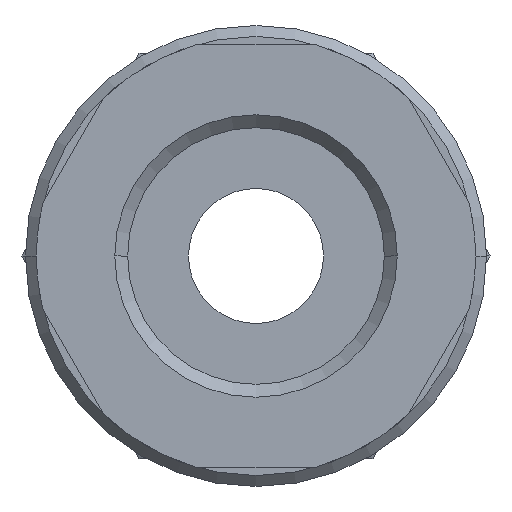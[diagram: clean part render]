
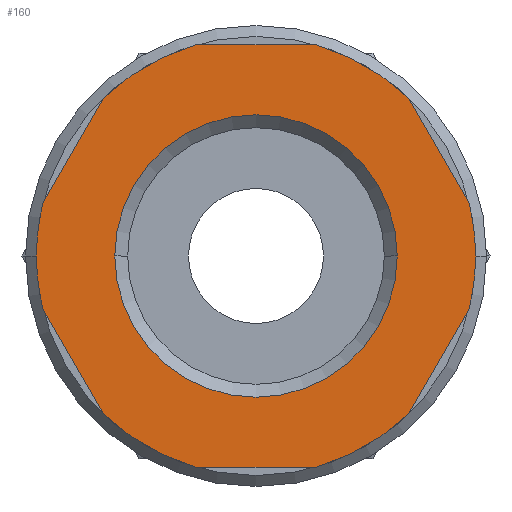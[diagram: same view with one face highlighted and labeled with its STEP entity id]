
A CAD part, front view. The second image highlights one B-rep face of the part: STEP entity #160.
In plain terms, the highlighted planar face has unit normal (0, -1, 0).
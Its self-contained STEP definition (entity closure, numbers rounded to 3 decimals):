
#160=ADVANCED_FACE('',(#405,#406),#407,.T.);
#405=FACE_BOUND('',#744,.T.);
#406=FACE_OUTER_BOUND('',#745,.T.);
#407=PLANE('',#746);
#744=EDGE_LOOP('',(#1168,#1169));
#745=EDGE_LOOP('',(#1170,#1171,#1172,#1173,#1174,#1175,#1176,#1177,#1178,#1179,#1180,#1181,#1182,#1183));
#746=AXIS2_PLACEMENT_3D('',#1184,#1185,#1186);
#1168=ORIENTED_EDGE('',*,*,#1999,.T.);
#1169=ORIENTED_EDGE('',*,*,#2000,.T.);
#1170=ORIENTED_EDGE('',*,*,#2001,.F.);
#1171=ORIENTED_EDGE('',*,*,#2002,.F.);
#1172=ORIENTED_EDGE('',*,*,#2003,.F.);
#1173=ORIENTED_EDGE('',*,*,#2004,.F.);
#1174=ORIENTED_EDGE('',*,*,#2005,.F.);
#1175=ORIENTED_EDGE('',*,*,#1922,.F.);
#1176=ORIENTED_EDGE('',*,*,#2006,.F.);
#1177=ORIENTED_EDGE('',*,*,#2007,.F.);
#1178=ORIENTED_EDGE('',*,*,#1962,.F.);
#1179=ORIENTED_EDGE('',*,*,#2008,.F.);
#1180=ORIENTED_EDGE('',*,*,#2009,.F.);
#1181=ORIENTED_EDGE('',*,*,#2010,.F.);
#1182=ORIENTED_EDGE('',*,*,#2011,.F.);
#1183=ORIENTED_EDGE('',*,*,#2012,.F.);
#1184=CARTESIAN_POINT('',(6.5,0.0,0.0));
#1185=DIRECTION('',(-0.0,-1.0,-0.0));
#1186=DIRECTION('',(-1.0,0.0,0.0));
#1922=EDGE_CURVE('',#2263,#2266,#2267,.T.);
#1962=EDGE_CURVE('',#2334,#2330,#2336,.T.);
#1999=EDGE_CURVE('',#2401,#2402,#2403,.T.);
#2000=EDGE_CURVE('',#2402,#2401,#2404,.T.);
#2001=EDGE_CURVE('',#2405,#2406,#2407,.T.);
#2002=EDGE_CURVE('',#2408,#2405,#2409,.T.);
#2003=EDGE_CURVE('',#2410,#2408,#2411,.T.);
#2004=EDGE_CURVE('',#2412,#2410,#2413,.T.);
#2005=EDGE_CURVE('',#2266,#2412,#2414,.T.);
#2006=EDGE_CURVE('',#2415,#2263,#2416,.T.);
#2007=EDGE_CURVE('',#2330,#2415,#2417,.T.);
#2008=EDGE_CURVE('',#2418,#2334,#2419,.T.);
#2009=EDGE_CURVE('',#2420,#2418,#2421,.T.);
#2010=EDGE_CURVE('',#2422,#2420,#2423,.T.);
#2011=EDGE_CURVE('',#2424,#2422,#2425,.T.);
#2012=EDGE_CURVE('',#2406,#2424,#2426,.T.);
#2263=VERTEX_POINT('',#2737);
#2266=VERTEX_POINT('',#2741);
#2267=CIRCLE('',#2742,13.0);
#2330=VERTEX_POINT('',#2958);
#2334=VERTEX_POINT('',#2963);
#2336=CIRCLE('',#2966,13.0);
#2401=VERTEX_POINT('',#3045);
#2402=VERTEX_POINT('',#3046);
#2403=CIRCLE('',#3047,8.36);
#2404=CIRCLE('',#3048,8.36);
#2405=VERTEX_POINT('',#3049);
#2406=VERTEX_POINT('',#3050);
#2407=LINE('',#3051,#3052);
#2408=VERTEX_POINT('',#3053);
#2409=CIRCLE('',#3054,13.0);
#2410=VERTEX_POINT('',#3055);
#2411=LINE('',#3056,#3057);
#2412=VERTEX_POINT('',#3058);
#2413=CIRCLE('',#3059,13.0);
#2414=LINE('',#3060,#3061);
#2415=VERTEX_POINT('',#3062);
#2416=CIRCLE('',#3063,13.0);
#2417=LINE('',#3064,#3065);
#2418=VERTEX_POINT('',#3066);
#2419=LINE('',#3067,#3068);
#2420=VERTEX_POINT('',#3069);
#2421=CIRCLE('',#3070,13.0);
#2422=VERTEX_POINT('',#3071);
#2423=LINE('',#3072,#3073);
#2424=VERTEX_POINT('',#3074);
#2425=CIRCLE('',#3075,13.0);
#2426=CIRCLE('',#3076,13.0);
#2737=CARTESIAN_POINT('',(13.0,0.0,0.));
#2741=CARTESIAN_POINT('',(12.611,0.0,-3.158));
#2742=AXIS2_PLACEMENT_3D('',#3557,#3558,#3559);
#2958=CARTESIAN_POINT('',(9.04,0.0,9.342));
#2963=CARTESIAN_POINT('',(3.571,0.0,12.5));
#2966=AXIS2_PLACEMENT_3D('',#3593,#3594,#3595);
#3045=CARTESIAN_POINT('',(-8.36,0.0,0.));
#3046=CARTESIAN_POINT('',(8.36,0.0,0.));
#3047=AXIS2_PLACEMENT_3D('',#3658,#3659,#3660);
#3048=AXIS2_PLACEMENT_3D('',#3661,#3662,#3663);
#3049=CARTESIAN_POINT('',(-9.04,0.0,-9.342));
#3050=CARTESIAN_POINT('',(-12.611,0.0,-3.158));
#3051=CARTESIAN_POINT('',(-10.013,0.0,-7.657));
#3052=VECTOR('',#3664,1.0);
#3053=CARTESIAN_POINT('',(-3.571,0.0,-12.5));
#3054=AXIS2_PLACEMENT_3D('',#3665,#3666,#3667);
#3055=CARTESIAN_POINT('',(3.571,0.0,-12.5));
#3056=CARTESIAN_POINT('',(3.25,0.0,-12.5));
#3057=VECTOR('',#3668,1.0);
#3058=CARTESIAN_POINT('',(9.04,0.0,-9.342));
#3059=AXIS2_PLACEMENT_3D('',#3669,#3670,#3671);
#3060=CARTESIAN_POINT('',(11.638,0.0,-4.843));
#3061=VECTOR('',#3672,1.0);
#3062=CARTESIAN_POINT('',(12.611,0.0,3.158));
#3063=AXIS2_PLACEMENT_3D('',#3673,#3674,#3675);
#3064=CARTESIAN_POINT('',(11.638,0.0,4.843));
#3065=VECTOR('',#3676,1.0);
#3066=CARTESIAN_POINT('',(-3.571,0.0,12.5));
#3067=CARTESIAN_POINT('',(3.25,0.0,12.5));
#3068=VECTOR('',#3677,1.0);
#3069=CARTESIAN_POINT('',(-9.04,0.0,9.342));
#3070=AXIS2_PLACEMENT_3D('',#3678,#3679,#3680);
#3071=CARTESIAN_POINT('',(-12.611,0.0,3.158));
#3072=CARTESIAN_POINT('',(-10.013,0.0,7.657));
#3073=VECTOR('',#3681,1.0);
#3074=CARTESIAN_POINT('',(-13.0,0.0,0.));
#3075=AXIS2_PLACEMENT_3D('',#3682,#3683,#3684);
#3076=AXIS2_PLACEMENT_3D('',#3685,#3686,#3687);
#3557=CARTESIAN_POINT('',(0.0,0.0,0.0));
#3558=DIRECTION('',(-0.0,1.0,0.0));
#3559=DIRECTION('',(1.0,0.0,0.0));
#3593=CARTESIAN_POINT('',(0.0,0.0,0.0));
#3594=DIRECTION('',(-0.0,1.0,0.0));
#3595=DIRECTION('',(1.0,0.0,0.0));
#3658=CARTESIAN_POINT('',(0.0,0.0,0.0));
#3659=DIRECTION('',(-0.0,1.0,0.0));
#3660=DIRECTION('',(1.0,0.0,0.0));
#3661=CARTESIAN_POINT('',(0.0,0.0,0.0));
#3662=DIRECTION('',(-0.0,1.0,0.0));
#3663=DIRECTION('',(1.0,0.0,0.0));
#3664=DIRECTION('',(-0.5,0.0,0.866));
#3665=CARTESIAN_POINT('',(0.0,0.0,0.0));
#3666=DIRECTION('',(-0.0,1.0,0.0));
#3667=DIRECTION('',(1.0,0.0,0.0));
#3668=DIRECTION('',(-1.0,0.0,0.0));
#3669=CARTESIAN_POINT('',(0.0,0.0,0.0));
#3670=DIRECTION('',(-0.0,1.0,0.0));
#3671=DIRECTION('',(1.0,0.0,0.0));
#3672=DIRECTION('',(-0.5,0.0,-0.866));
#3673=CARTESIAN_POINT('',(0.0,0.0,0.0));
#3674=DIRECTION('',(-0.0,1.0,0.0));
#3675=DIRECTION('',(1.0,0.0,0.0));
#3676=DIRECTION('',(0.5,0.0,-0.866));
#3677=DIRECTION('',(1.0,-0.0,0.));
#3678=CARTESIAN_POINT('',(0.0,0.0,0.0));
#3679=DIRECTION('',(-0.0,1.0,0.0));
#3680=DIRECTION('',(1.0,0.0,0.0));
#3681=DIRECTION('',(0.5,-0.0,0.866));
#3682=CARTESIAN_POINT('',(0.0,0.0,0.0));
#3683=DIRECTION('',(-0.0,1.0,0.0));
#3684=DIRECTION('',(1.0,0.0,0.0));
#3685=CARTESIAN_POINT('',(0.0,0.0,0.0));
#3686=DIRECTION('',(-0.0,1.0,0.0));
#3687=DIRECTION('',(1.0,0.0,0.0));
